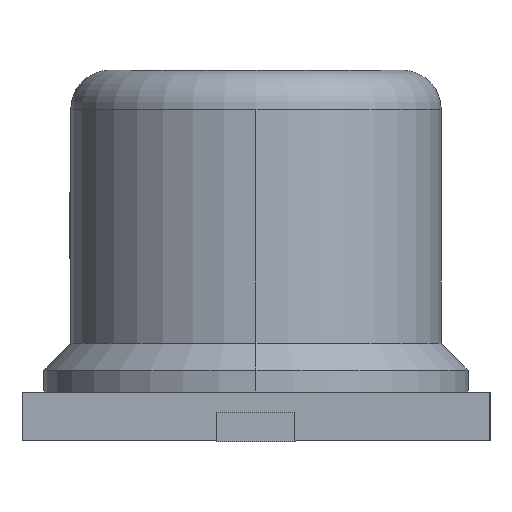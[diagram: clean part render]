
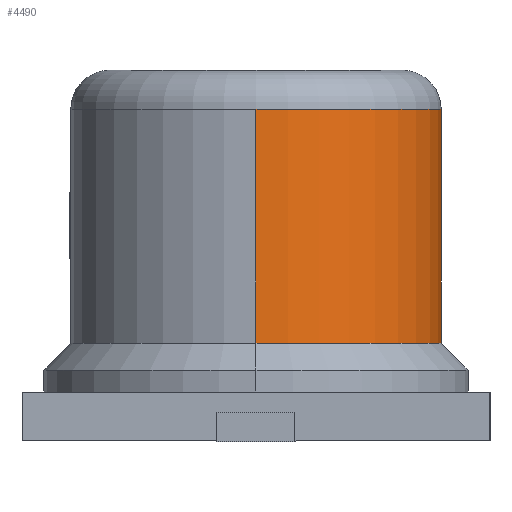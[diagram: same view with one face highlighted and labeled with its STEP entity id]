
A CAD part, left-side view. The second image highlights one B-rep face of the part: STEP entity #4490.
In plain terms, the highlighted cylindrical face has radius 1.9 mm (diameter 3.8 mm), a partial arc.
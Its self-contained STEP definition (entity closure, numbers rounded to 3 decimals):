
#791 = AXIS2_PLACEMENT_3D ( 'NONE', #3862, #11009, #9787 ) ;
#1379 = AXIS2_PLACEMENT_3D ( 'NONE', #8062, #4821, #9509 ) ;
#2470 = FACE_OUTER_BOUND ( 'NONE', #11121, .T. ) ;
#2803 = EDGE_CURVE ( 'NONE', #9717, #11274, #7107, .T. ) ;
#2946 = DIRECTION ( 'NONE',  ( 1., 0., 0. ) ) ;
#3278 = ORIENTED_EDGE ( 'NONE', *, *, #2803, .T. ) ;
#3423 = CARTESIAN_POINT ( 'NONE',  ( -3.4, -1.9, 3.4 ) ) ;
#3862 = CARTESIAN_POINT ( 'NONE',  ( -3.4, 0., 3.4 ) ) ;
#4490 = ADVANCED_FACE ( 'NONE', ( #2470 ), #10652, .T. ) ;
#4821 = DIRECTION ( 'NONE',  ( 0., 0., -1. ) ) ;
#5169 = EDGE_CURVE ( 'NONE', #10923, #11274, #7979, .T. ) ;
#5238 = CARTESIAN_POINT ( 'NONE',  ( -3.4, 0., 1. ) ) ;
#5372 = AXIS2_PLACEMENT_3D ( 'NONE', #5238, #8931, #2946 ) ;
#5997 = VECTOR ( 'NONE', #7751, 1000. ) ;
#5998 = VERTEX_POINT ( 'NONE', #14480 ) ;
#7107 = CIRCLE ( 'NONE', #5372, 1.9 ) ;
#7315 = CARTESIAN_POINT ( 'NONE',  ( -3.4, -1.9, 1. ) ) ;
#7443 = CARTESIAN_POINT ( 'NONE',  ( -5.3, 0., 1. ) ) ;
#7751 = DIRECTION ( 'NONE',  ( 0., 0., -1. ) ) ;
#7876 = CIRCLE ( 'NONE', #791, 1.9 ) ;
#7979 = LINE ( 'NONE', #12693, #5997 ) ;
#8021 = DIRECTION ( 'NONE',  ( 0., 0., -1. ) ) ;
#8062 = CARTESIAN_POINT ( 'NONE',  ( -3.4, 0., 3.8 ) ) ;
#8931 = DIRECTION ( 'NONE',  ( 0., 0., 1. ) ) ;
#9509 = DIRECTION ( 'NONE',  ( -1., 0., 0. ) ) ;
#9717 = VERTEX_POINT ( 'NONE', #7443 ) ;
#9787 = DIRECTION ( 'NONE',  ( 1., 0., 0. ) ) ;
#10006 = VECTOR ( 'NONE', #8021, 1000. ) ;
#10652 = CYLINDRICAL_SURFACE ( 'NONE', #1379, 1.9 ) ;
#10923 = VERTEX_POINT ( 'NONE', #3423 ) ;
#11009 = DIRECTION ( 'NONE',  ( 0., 0., -1. ) ) ;
#11121 = EDGE_LOOP ( 'NONE', ( #13533, #11442, #3278, #11736 ) ) ;
#11274 = VERTEX_POINT ( 'NONE', #7315 ) ;
#11383 = EDGE_CURVE ( 'NONE', #10923, #5998, #7876, .T. ) ;
#11442 = ORIENTED_EDGE ( 'NONE', *, *, #15099, .T. ) ;
#11736 = ORIENTED_EDGE ( 'NONE', *, *, #5169, .F. ) ;
#12655 = CARTESIAN_POINT ( 'NONE',  ( -5.3, 0., 3.8 ) ) ;
#12693 = CARTESIAN_POINT ( 'NONE',  ( -3.4, -1.9, 3.8 ) ) ;
#13533 = ORIENTED_EDGE ( 'NONE', *, *, #11383, .T. ) ;
#14480 = CARTESIAN_POINT ( 'NONE',  ( -5.3, 0., 3.4 ) ) ;
#15096 = LINE ( 'NONE', #12655, #10006 ) ;
#15099 = EDGE_CURVE ( 'NONE', #5998, #9717, #15096, .T. ) ;
